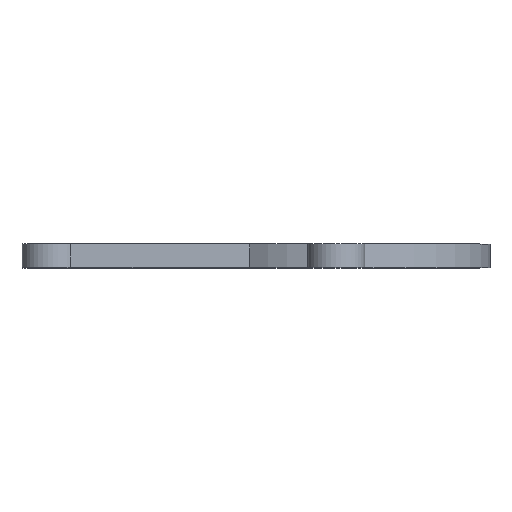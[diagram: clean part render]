
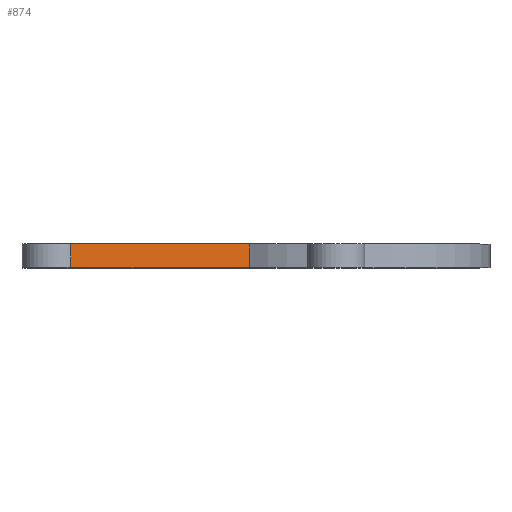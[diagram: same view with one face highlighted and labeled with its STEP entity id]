
A CAD part, top view. The second image highlights one B-rep face of the part: STEP entity #874.
In plain terms, the highlighted planar face has unit normal (0.707, 0, 0.707).
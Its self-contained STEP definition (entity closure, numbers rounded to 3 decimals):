
#52=PLANE('',#975);
#112=FACE_OUTER_BOUND('',#155,.T.);
#155=EDGE_LOOP('',(#732,#733,#734,#735));
#246=LINE('',#1457,#317);
#247=LINE('',#1460,#318);
#248=LINE('',#1462,#319);
#249=LINE('',#1463,#320);
#317=VECTOR('',#1204,10.);
#318=VECTOR('',#1207,10.);
#319=VECTOR('',#1208,10.);
#320=VECTOR('',#1209,10.);
#451=VERTEX_POINT('',#1453);
#452=VERTEX_POINT('',#1455);
#453=VERTEX_POINT('',#1459);
#454=VERTEX_POINT('',#1461);
#566=EDGE_CURVE('',#451,#452,#246,.T.);
#567=EDGE_CURVE('',#451,#453,#247,.T.);
#568=EDGE_CURVE('',#454,#452,#248,.T.);
#569=EDGE_CURVE('',#453,#454,#249,.T.);
#732=ORIENTED_EDGE('',*,*,#567,.F.);
#733=ORIENTED_EDGE('',*,*,#566,.T.);
#734=ORIENTED_EDGE('',*,*,#568,.F.);
#735=ORIENTED_EDGE('',*,*,#569,.F.);
#874=ADVANCED_FACE('',(#112),#52,.T.);
#975=AXIS2_PLACEMENT_3D('',#1458,#1205,#1206);
#1204=DIRECTION('',(0.,1.,0.));
#1205=DIRECTION('center_axis',(0.707,0.,0.707));
#1206=DIRECTION('ref_axis',(0.707,0.,-0.707));
#1207=DIRECTION('',(-0.707,0.,0.707));
#1208=DIRECTION('',(0.707,0.,-0.707));
#1209=DIRECTION('',(0.,1.,0.));
#1453=CARTESIAN_POINT('',(101.812,392.,26.673));
#1455=CARTESIAN_POINT('',(101.812,397.,26.673));
#1457=CARTESIAN_POINT('',(101.812,392.,26.673));
#1458=CARTESIAN_POINT('Origin',(64.243,392.,64.243));
#1459=CARTESIAN_POINT('',(64.243,392.,64.243));
#1460=CARTESIAN_POINT('',(124.243,392.,4.243));
#1461=CARTESIAN_POINT('',(64.243,397.,64.243));
#1462=CARTESIAN_POINT('',(124.243,397.,4.243));
#1463=CARTESIAN_POINT('',(64.243,392.,64.243));
